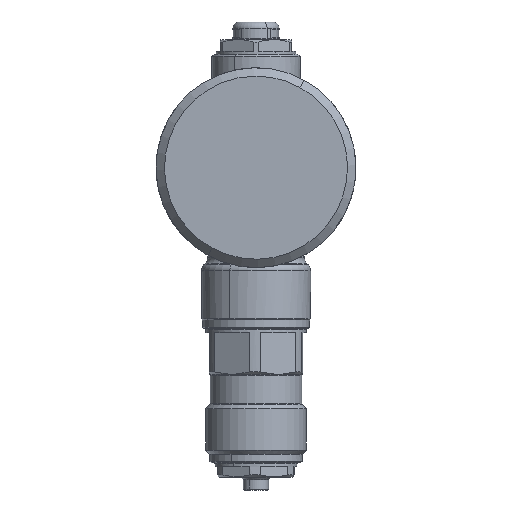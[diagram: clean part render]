
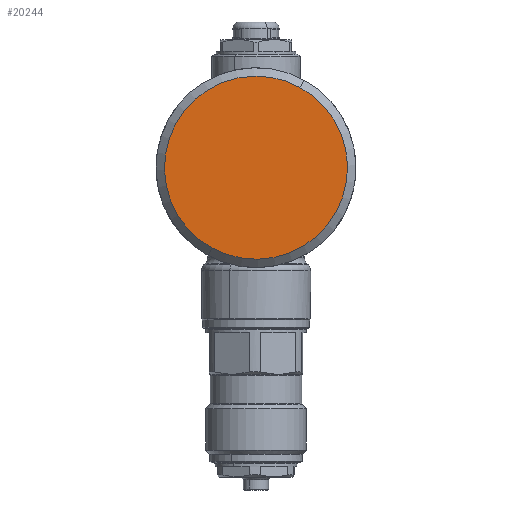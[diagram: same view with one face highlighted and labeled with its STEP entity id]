
A CAD part, front view. The second image highlights one B-rep face of the part: STEP entity #20244.
In plain terms, the highlighted planar face has unit normal (0, -1, 0).
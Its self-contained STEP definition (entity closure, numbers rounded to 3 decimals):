
#15794=CARTESIAN_POINT('Vertex',(10.451,-31.,19.131)) ;
#15801=CARTESIAN_POINT('Vertex',(-10.451,-31.,-19.131)) ;
#15804=CARTESIAN_POINT('Axis2P3D Location',(0.,-31.,0.)) ;
#15816=CARTESIAN_POINT('Axis2P3D Location',(0.,-31.,0.)) ;
#20235=CARTESIAN_POINT('Axis2P3D Location',(0.,-31.,21.8)) ;
#15805=DIRECTION('Axis2P3D Direction',(0.,1.,0.)) ;
#15817=DIRECTION('Axis2P3D Direction',(0.,1.,0.)) ;
#20236=DIRECTION('Axis2P3D Direction',(-0.,1.,0.)) ;
#20237=DIRECTION('Axis2P3D XDirection',(1.,0.,0.)) ;
#15806=AXIS2_PLACEMENT_3D('Circle Axis2P3D',#15804,#15805,$) ;
#15818=AXIS2_PLACEMENT_3D('Circle Axis2P3D',#15816,#15817,$) ;
#20238=AXIS2_PLACEMENT_3D('Plane Axis2P3D',#20235,#20236,#20237) ;
#15807=CIRCLE('generated circle',#15806,21.8) ;
#15819=CIRCLE('generated circle',#15818,21.8) ;
#20239=PLANE('',#20238) ;
#15808=EDGE_CURVE('',#15802,#15795,#15807,.T.) ;
#15820=EDGE_CURVE('',#15795,#15802,#15819,.T.) ;
#20241=ORIENTED_EDGE('',*,*,#15820,.F.) ;
#20242=ORIENTED_EDGE('',*,*,#15808,.F.) ;
#20240=EDGE_LOOP('',(#20241,#20242)) ;
#15795=VERTEX_POINT('',#15794) ;
#15802=VERTEX_POINT('',#15801) ;
#20244=ADVANCED_FACE('Body.25',(#20243),#20239,.F.) ;
#20243=FACE_OUTER_BOUND('',#20240,.T.) ;
